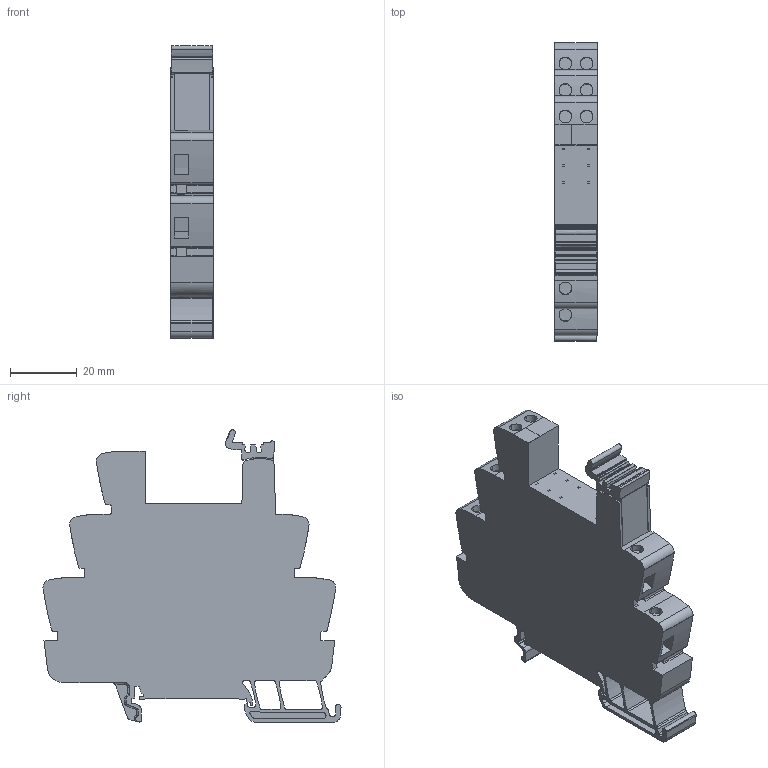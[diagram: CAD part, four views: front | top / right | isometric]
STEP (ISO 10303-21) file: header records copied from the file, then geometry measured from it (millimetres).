
FILE_DESCRIPTION(('CATIA V5 STEP Exchange','CAx-IF Rec.Pracs.--- Model Styling and Organization---1.5--- 2016-08-15','CAx-IF Rec.Pracs.---Supplemental Geometry---1.0---2011-11-01','CAx-IF Rec.Pracs.--- Composite Materials ---1.1---2010-07-15'),'2;1');
FILE_NAME ('6313744_6', '2025-09-23T06:44:18+00:00', ('none'), ('Weidmueller'), 'CATIA Version 5-6 Release 2024 SP4', 'CATIA V5 STEP AP214 v3', 'none');
FILE_SCHEMA(('AUTOMOTIVE_DESIGN { 1 0 10303 214 1 1 1 1 }'));
Length unit declared in the file: millimetre
Products named in the file (1): 1124040000
Bounding box: 12.8 x 89.55 x 87.83 mm (x, y, z)
Volume: 58694.4 mm3; surface area: 20777.8 mm2
Topology: 3 solids, 3 shells, 482 faces, 1461 edges, 1003 vertices
Faces by surface type: plane 261, cylinder 155, extrusion 48, bspline 9, torus 5, sphere 4
Entity records: 17634 total; most frequent: CARTESIAN_POINT 5255, ORIENTED_EDGE 2910, DIRECTION 1950, EDGE_CURVE 1455, VECTOR 1043, VERTEX_POINT 1003, LINE 995, AXIS2_PLACEMENT_3D 601
